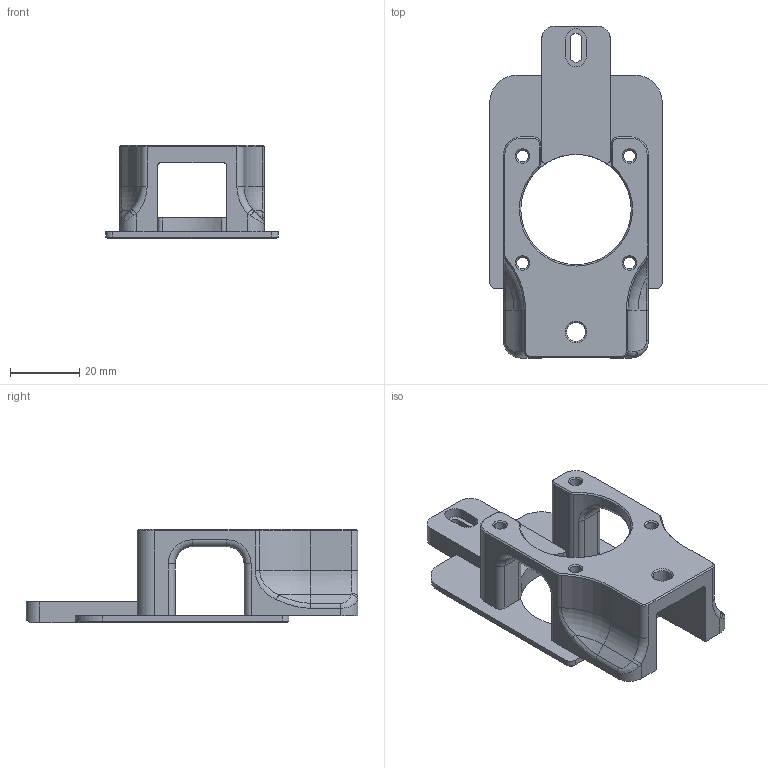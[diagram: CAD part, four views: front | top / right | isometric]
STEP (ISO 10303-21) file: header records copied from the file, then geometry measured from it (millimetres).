
FILE_DESCRIPTION(/* description */ (''),/* implementation_level */ '2;1');
FILE_NAME(/* name */ 'Floor Motor Holder.stp',/* time_stamp */ '2024-08-09T23:46:10-06:00',/* author */ ('PC'),/* organization */ (''),/* preprocessor_version */ 'ST-DEVELOPER v20',/* originating_system */ 'Autodesk Inventor 2025',/* authorisation */ '');
FILE_SCHEMA (('AUTOMOTIVE_DESIGN { 1 0 10303 214 3 1 1 }'));
Length unit declared in the file: millimetre
Products named in the file (1): Pieza114
Bounding box: 50 x 96.2 x 27 mm (x, y, z)
Volume: 28828.3 mm3; surface area: 16479 mm2
Topology: 2 solids, 2 shells, 173 faces, 425 edges, 256 vertices
Faces by surface type: cylinder 59, plane 58, cone 31, bspline 14, torus 11
Full cylindrical faces by diameter (mm): 3.4 x8, 5.4 x1, 32 x1
Entity records: 5608 total; most frequent: CARTESIAN_POINT 1399, DIRECTION 897, ORIENTED_EDGE 850, EDGE_CURVE 425, AXIS2_PLACEMENT_3D 336, VERTEX_POINT 256, LINE 225, VECTOR 225
